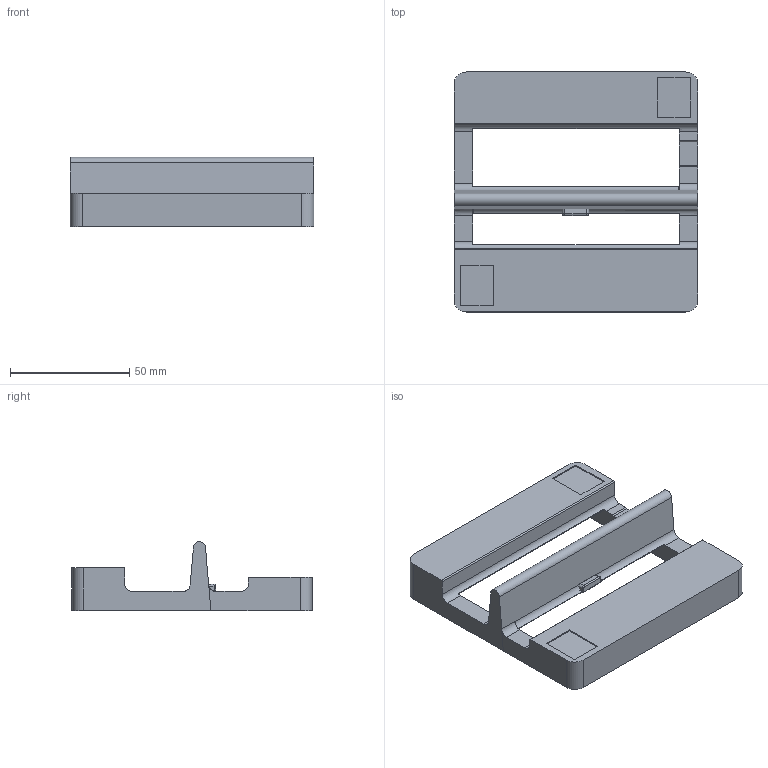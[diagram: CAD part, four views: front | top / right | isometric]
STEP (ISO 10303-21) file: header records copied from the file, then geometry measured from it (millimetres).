
FILE_DESCRIPTION(('HOOPS Exchange Step'),'2;1');
FILE_NAME('temp_export','2025-07-16T19:57:59-04:00',('bobwulff'),('Shapr3D Limited'),'HOOPS Exchange 2024.8','Shapr3D','Authorized');
FILE_SCHEMA( ('AP242_MANAGED_MODEL_BASED_3D_ENGINEERING_MIM_LF {1 0 10303 442 1 1 4}') );
Length unit declared in the file: millimetre
Products named in the file (4): Logo (2); Logo (1); swappableTop (1); root
Assembly tree (3 placements, depth 3):
  root
    swappableTop (1)
      Logo (2)
      Logo (1)
Bounding box: 102 x 100.51 x 28.89 mm (x, y, z)
Volume: 67576.7 mm3; surface area: 27762.8 mm2
Topology: 2 solids, 2 shells, 86 faces, 247 edges, 160 vertices
Faces by surface type: plane 52, cylinder 27, bspline 5, torus 2
Entity records: 3177 total; most frequent: CARTESIAN_POINT 762, ORIENTED_EDGE 490, DIRECTION 488, EDGE_CURVE 245, VECTOR 172, LINE 172, VERTEX_POINT 160, AXIS2_PLACEMENT_3D 158
